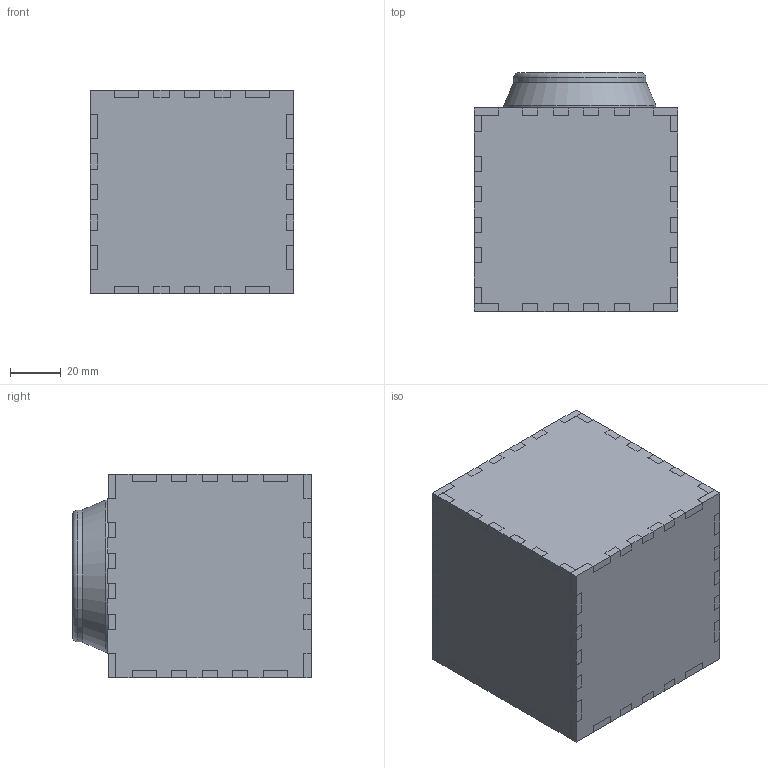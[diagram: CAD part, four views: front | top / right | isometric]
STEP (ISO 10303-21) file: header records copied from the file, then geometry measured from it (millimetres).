
FILE_DESCRIPTION(/* description */ (''),/* implementation_level */ '2;1');
FILE_NAME(/* name */ 'Enclosure.stp',/* time_stamp */ '2017-01-23T00:43:38+01:00',/* author */ (''),/* organization */ (''),/* preprocessor_version */ 'ST-DEVELOPER v16.5',/* originating_system */ 'Autodesk Translation Framework v5.2.0.2920',/* authorisation */ '');
FILE_SCHEMA (('AUTOMOTIVE_DESIGN { 1 0 10303 214 3 1 1 }'));
Length unit declared in the file: millimetre
Products named in the file (8): Enclosure 2 v15; Bottom; Left; Right; Front; Back; Top; Button
Assembly tree (7 placements, depth 2):
  Enclosure 2 v15
    Bottom
    Left
    Right
    Front
    Back
    Top
    Button
Bounding box: 80.23 x 94.19 x 80.2 mm (x, y, z)
Volume: 179537.7 mm3; surface area: 91507.1 mm2
Topology: 7 solids, 7 shells, 540 faces, 1564 edges, 1042 vertices
Faces by surface type: plane 530, cylinder 8, torus 1, cone 1
Full cylindrical faces by diameter (mm): 5 x2, 5.023 x2, 30 x1, 30.069 x1, 52 x1, 60 x1
Entity records: 17662 total; most frequent: CARTESIAN_POINT 3149, ORIENTED_EDGE 3106, DIRECTION 2684, EDGE_CURVE 1553, LINE 1532, VECTOR 1532, VERTEX_POINT 1041, AXIS2_PLACEMENT_3D 576
